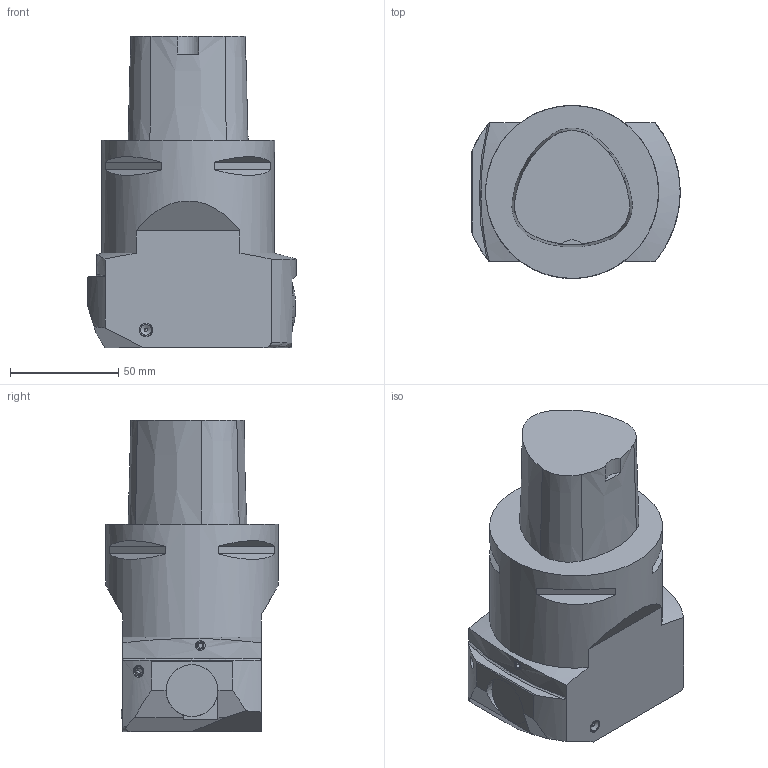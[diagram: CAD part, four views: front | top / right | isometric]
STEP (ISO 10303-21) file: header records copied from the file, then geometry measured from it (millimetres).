
FILE_DESCRIPTION(/* description */ (''),/* implementation_level */ '2;1');
FILE_NAME(/* name */ '1694596358657.stp',/* time_stamp */ '2023-09-13T11:12:44+02:00',/* author */ (''),/* organization */ ('SMS'),/* preprocessor_version */ 'ST-DEVELOPER v16.7',/* originating_system */ 'SIEMENS PLM Software NX 12.0',/* authorisation */ '');
FILE_SCHEMA (('AUTOMOTIVE_DESIGN { 1 0 10303 214 3 1 1 1 }'));
Length unit declared in the file: millimetre
Products named in the file (1): 111166804mod000_02
Bounding box: 96.39 x 79.95 x 144 mm (x, y, z)
Volume: 603334.7 mm3; surface area: 59363.2 mm2
Topology: 2 solids, 2 shells, 332 faces, 929 edges, 622 vertices
Faces by surface type: plane 285, cylinder 23, cone 18, torus 3, sphere 3
Full cylindrical faces by diameter (mm): 1.5 x1, 3.3 x1, 3.6 x1, 4.1 x1, 4.2 x1, 4.4 x1, 4.7 x1, 5.05 x1, 5.4 x1, 6 x1, 6.25 x1, 8 x1, 8.018 x1, 8.5 x1, 9.5 x1, 24 x2, 80 x1
Entity records: 10583 total; most frequent: CARTESIAN_POINT 2227, ORIENTED_EDGE 1754, DIRECTION 1620, EDGE_CURVE 877, LINE 648, VECTOR 648, VERTEX_POINT 599, AXIS2_PLACEMENT_3D 486
